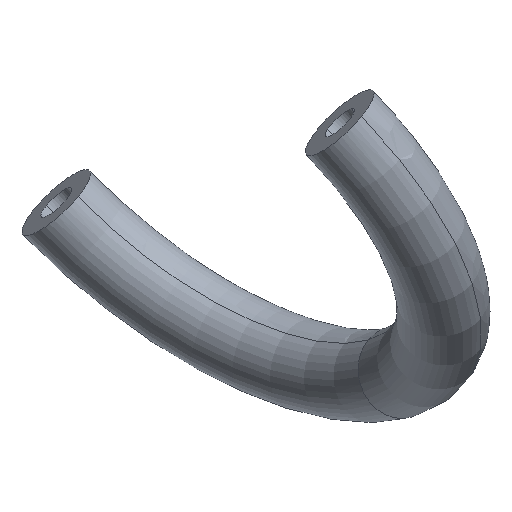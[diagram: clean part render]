
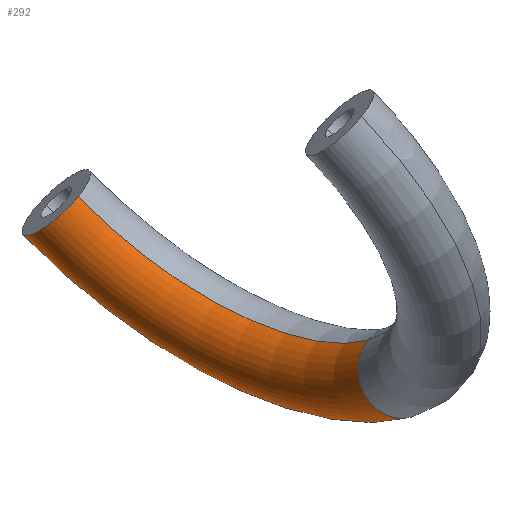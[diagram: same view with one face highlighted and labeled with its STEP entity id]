
A CAD part, isometric view. The second image highlights one B-rep face of the part: STEP entity #292.
In plain terms, the highlighted toroidal (fillet/blend) face has major radius 13 mm and minor radius 2 mm.
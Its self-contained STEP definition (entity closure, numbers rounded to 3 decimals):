
#140=CARTESIAN_POINT('POINT11',(-324.032,
   8.811,-95.915));
#141=VERTEX_POINT('VERTEX11',#140);
#148=CARTESIAN_POINT('POINT12',(-323.57,
   11.942,-98.362));
#149=VERTEX_POINT('VERTEX12',#148);
#156=(BOUNDED_CURVE() B_SPLINE_CURVE(2,(#157,#158,#159,#160,#161,#162,
   #163),.UNSPECIFIED.,.F.,.F.) B_SPLINE_CURVE_WITH_KNOTS((3,2,2,3),(
   0.244,0.333,0.667,
   0.756),.UNSPECIFIED.) CURVE() 
   GEOMETRIC_REPRESENTATION_ITEM() RATIONAL_B_SPLINE_CURVE((
   0.804,0.866,1.,0.5,
   1.,0.866,0.804)) 
   REPRESENTATION_ITEM('SPLINE_CRV13'));
#157=CARTESIAN_POINT('',(-324.032,8.811,
   -95.915));
#158=CARTESIAN_POINT('',(-324.534,8.746,
   -96.093));
#159=CARTESIAN_POINT('',(-324.937,8.899,
   -96.412));
#160=CARTESIAN_POINT('',(-327.542,9.889,
   -98.469));
#161=CARTESIAN_POINT('',(-324.536,11.61,
   -98.531));
#162=CARTESIAN_POINT('',(-324.071,11.876,
   -98.54));
#163=CARTESIAN_POINT('',(-323.57,11.942,
   -98.362));
#164=EDGE_CURVE('EDGE15',#141,#149,#156,.T.);
#179=CARTESIAN_POINT('POINT13',(-320.283,
   -8.955,-99.952));
#180=VERTEX_POINT('VERTEX13',#179);
#181=CARTESIAN_POINT('POS7',(-325.303,
   0.203,-89.186));
#182=DIRECTION('DIR11',(-0.935,-0.122,
   -0.332));
#183=DIRECTION('DIR12',(-0.335,0.,
   0.942));
#184=AXIS2_PLACEMENT_3D('AXIS5',#181,#182,#183);
#185=CIRCLE('ELLIPSE1',#184,15.);
#186=EDGE_CURVE('EDGE16',#149,#180,#185,.T.);
#197=CARTESIAN_POINT('POS8',(-320.952,
   -7.734,-98.517));
#198=DIRECTION('DIR13',(-0.116,-0.783,
   0.612));
#199=DIRECTION('DIR14',(0.335,-0.611,
   -0.718));
#200=AXIS2_PLACEMENT_3D('AXIS6',#197,#198,#199);
#201=CIRCLE('ELLIPSE2',#200,2.);
#206=CARTESIAN_POINT('POS9',(-325.303,
   0.203,-89.186));
#207=DIRECTION('DIR15',(-0.935,-0.122,
   -0.332));
#208=DIRECTION('DIR16',(-0.335,0.611,
   0.718));
#209=AXIS2_PLACEMENT_3D('AXIS7',#206,#207,#208);
#210=TOROIDAL_SURFACE('TORUS1',#209,13.,2.);
#277=ORIENTED_EDGE('COEDGE41',*,*,#186,.T.);
#278=CARTESIAN_POINT('POINT18',(-321.621,
   -6.513,-97.081));
#279=VERTEX_POINT('VERTEX18',#278);
#280=EDGE_CURVE('EDGE25',#279,#180,#201,.T.);
#281=ORIENTED_EDGE('COEDGE42',*,*,#280,.F.);
#282=CARTESIAN_POINT('POS13',(-325.303,
   0.203,-89.186));
#283=DIRECTION('DIR21',(0.935,0.122,
   0.332));
#284=DIRECTION('DIR22',(-0.335,0.,
   0.942));
#285=AXIS2_PLACEMENT_3D('AXIS9',#282,#283,#284);
#286=CIRCLE('ELLIPSE3',#285,11.);
#287=EDGE_CURVE('EDGE26',#279,#141,#286,.T.);
#288=ORIENTED_EDGE('COEDGE43',*,*,#287,.T.);
#289=ORIENTED_EDGE('COEDGE44',*,*,#164,.T.);
#290=EDGE_LOOP('NONE',(#277,#281,#288,#289));
#291=FACE_BOUND('LOOP1',#290,.T.);
#292=ADVANCED_FACE('FACE11',(#291),#210,.T.);
